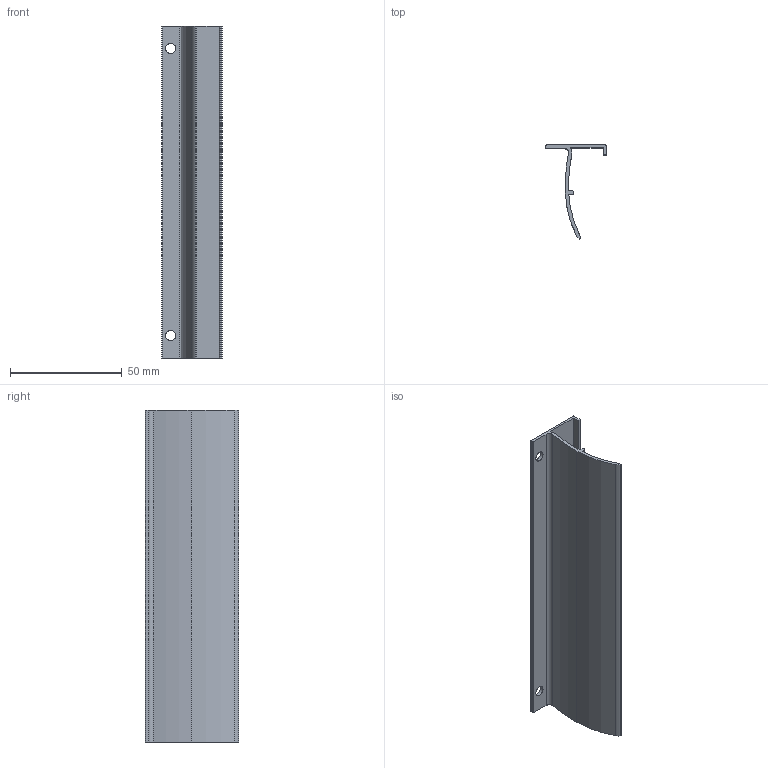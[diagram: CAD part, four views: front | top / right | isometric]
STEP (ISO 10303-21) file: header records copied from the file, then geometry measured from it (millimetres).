
FILE_DESCRIPTION(/* description */ (''),/* implementation_level */ '2;1');
FILE_NAME(/* name */ '94711150_AS 0050-0150 WL-9006.stp',/* time_stamp */ '2019-04-24T08:44:43+02:00',/* author */ ('hransiek'),/* organization */ ('Fa. Bopla'),/* preprocessor_version */ 'ST-DEVELOPER v16.13',/* originating_system */ 'Autodesk Inventor 2018',/* authorisation */ '');
FILE_SCHEMA (('AUTOMOTIVE_DESIGN { 1 0 10303 214 3 1 1 }'));
Length unit declared in the file: millimetre
Products named in the file (1): 1010790_3D
Bounding box: 27.05 x 41.76 x 148.4 mm (x, y, z)
Volume: 15372.2 mm3; surface area: 22136.8 mm2
Topology: 1 solids, 1 shells, 36 faces, 102 edges, 68 vertices
Faces by surface type: cylinder 24, plane 12
Full cylindrical faces by diameter (mm): 4.5 x2
Entity records: 1270 total; most frequent: DIRECTION 222, CARTESIAN_POINT 205, ORIENTED_EDGE 200, EDGE_CURVE 100, AXIS2_PLACEMENT_3D 85, VERTEX_POINT 68, LINE 52, VECTOR 52
